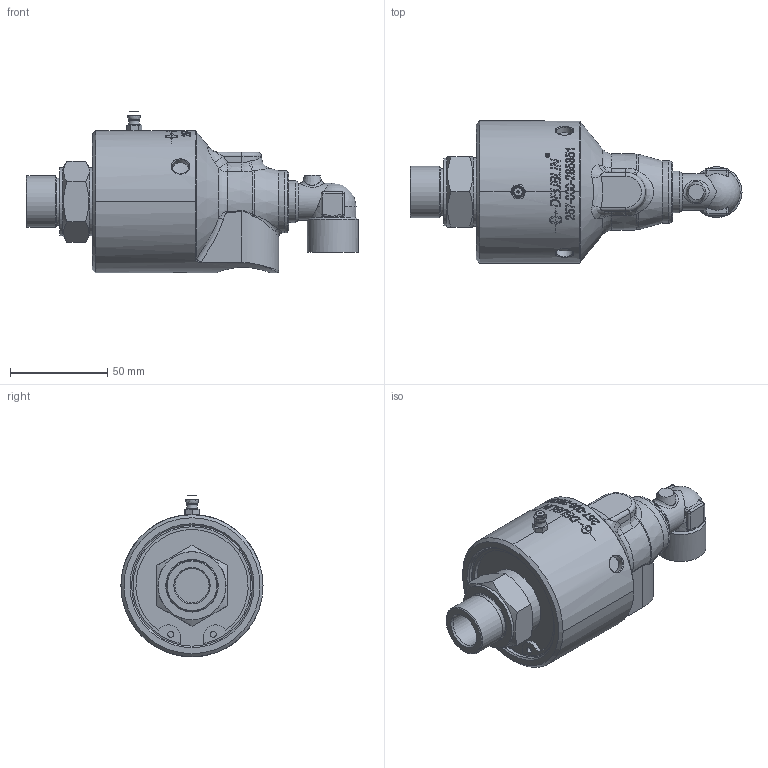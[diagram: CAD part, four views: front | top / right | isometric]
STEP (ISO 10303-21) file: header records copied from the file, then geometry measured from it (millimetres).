
FILE_DESCRIPTION(/* description */ ('UNION, DUOFLOW, RTR G3/4A LH','CAx-IF Rec.Pracs.---Representation and Presentation of Product Manufacturing Information (PMI)---4.0---2014-10-13'),/* implementation_level */ '2;1');
FILE_NAME(/* name */ '257-000-285351-IC_Rev1.stp',/* time_stamp */ '2020-08-24T14:27:31+02:00',/* author */ ('mkiefer'),/* organization */ ('DEUBLIN'),/* preprocessor_version */ 'ST-DEVELOPER v18.1',/* originating_system */ 'Autodesk Inventor 2020',/* authorisation */ '');
FILE_SCHEMA (('AP242_MANAGED_MODEL_BASED_3D_ENGINEERING_MIM_LF { 1 0 10303 442 1 1 4 }'));
Length unit declared in the file: millimetre
Products named in the file (1): 257-000-285351-IC
Bounding box: 170.53 x 73 x 82.99 mm (x, y, z)
Volume: 317269.7 mm3; surface area: 46993.3 mm2
Topology: 1 solids, 4 shells, 538 faces, 1410 edges, 918 vertices
Faces by surface type: plane 202, bspline 179, cylinder 99, cone 32, sphere 15, torus 11
Full cylindrical faces by diameter (mm): 3 x1, 3.12 x2, 8.6 x3, 11.445 x1, 17.475 x1, 17.5 x1, 19 x1, 22.631 x1, 26 x1, 26.441 x1, 27 x1, 27.83 x1, 32 x1, 34.9 x1, 35 x1, 62.05 x1, 65.634 x1, 66.9 x1
Entity records: 22705 total; most frequent: CARTESIAN_POINT 10084, ORIENTED_EDGE 2786, DIRECTION 2177, EDGE_CURVE 1393, VERTEX_POINT 918, AXIS2_PLACEMENT_3D 849, EDGE_LOOP 595, FACE_OUTER_BOUND 538
